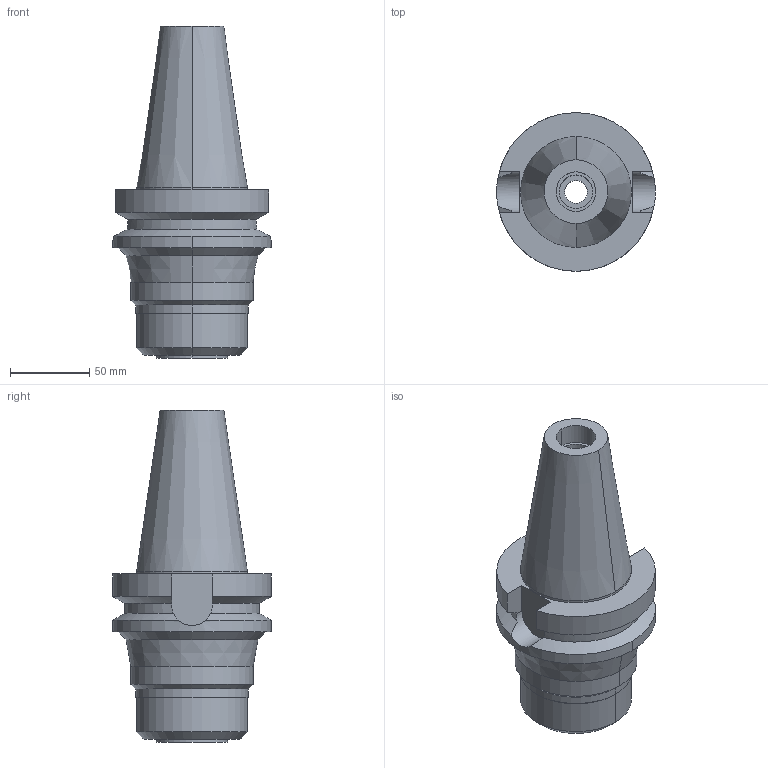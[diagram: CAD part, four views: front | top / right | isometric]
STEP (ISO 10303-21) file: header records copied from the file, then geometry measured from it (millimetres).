
FILE_DESCRIPTION((''),'2;1');
FILE_NAME('BBT50-MEGA25DS-105','2018-06-06T',('ykawabe'),(''),'CREO PARAMETRIC BY PTC INC, 2016380','CREO PARAMETRIC BY PTC INC, 2016380','');
FILE_SCHEMA(('AUTOMOTIVE_DESIGN { 1 0 10303 214 1 1 1 1 }'));
Length unit declared in the file: millimetre
Products named in the file (1): BBT50-MEGA25DS-105
Bounding box: 100 x 100 x 209.2 mm (x, y, z)
Volume: 718836.5 mm3; surface area: 73246.4 mm2
Topology: 1 solids, 1 shells, 57 faces, 141 edges, 93 vertices
Faces by surface type: cylinder 28, plane 15, cone 14
Entity records: 2337 total; most frequent: CARTESIAN_POINT 368, DIRECTION 322, ORIENTED_EDGE 282, PRESENTATION_STYLE_ASSIGNMENT 146, STYLED_ITEM 146, CURVE_STYLE 145, EDGE_CURVE 141, AXIS2_PLACEMENT_3D 134
